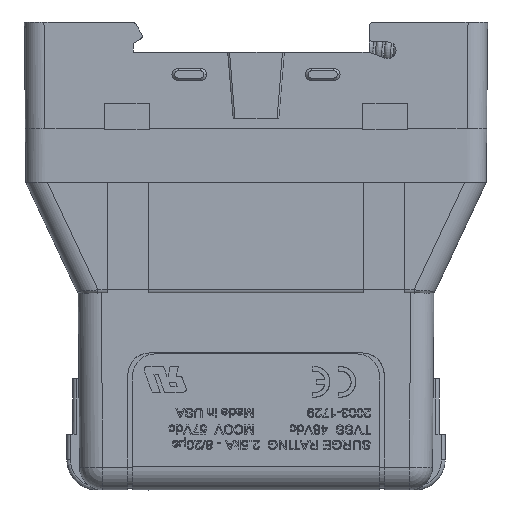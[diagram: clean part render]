
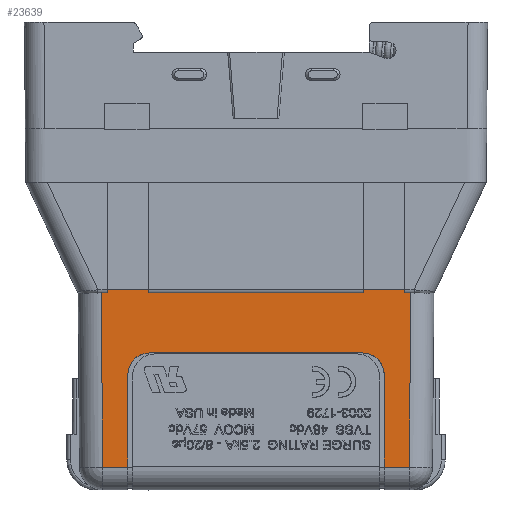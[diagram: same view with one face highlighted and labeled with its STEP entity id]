
A CAD part, front view. The second image highlights one B-rep face of the part: STEP entity #23639.
In plain terms, the highlighted planar face has unit normal (0, -1, -0.009).
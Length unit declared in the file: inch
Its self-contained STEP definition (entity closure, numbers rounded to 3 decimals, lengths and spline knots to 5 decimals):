
#87 = ORIENTED_EDGE ( 'NONE', *, *, #17024, .T. ) ;
#1746 = EDGE_CURVE ( 'NONE', #232536, #38667, #72325, .T. ) ;
#4430 = CARTESIAN_POINT ( 'NONE',  ( 0.87001, -0.50001, 0.00113 ) ) ;
#13026 = EDGE_CURVE ( 'NONE', #97999, #92271, #87031, .T. ) ;
#14359 = EDGE_CURVE ( 'NONE', #235785, #118451, #239872, .T. ) ;
#16011 = VECTOR ( 'NONE', #175342, 39.37008 ) ;
#16572 = DIRECTION ( 'NONE',  ( 0.009, 0.009, -1. ) ) ;
#17024 = EDGE_CURVE ( 'NONE', #232536, #97999, #87056, .T. ) ;
#23051 = CARTESIAN_POINT ( 'NONE',  ( -0.6, -0.4969, -0.355 ) ) ;
#23639 = ADVANCED_FACE ( 'Face9', ( #191566 ), #191603, .T. ) ;
#31317 = CARTESIAN_POINT ( 'NONE',  ( 1., -0.5, 0. ) ) ;
#38667 = VERTEX_POINT ( 'NONE', #234205 ) ;
#38960 = CARTESIAN_POINT ( 'NONE',  ( 1., -0.49131, -0.99613 ) ) ;
#41655 = VECTOR ( 'NONE', #217499, 39.37008 ) ;
#44004 = VECTOR ( 'NONE', #158189, 39.37008 ) ;
#44453 = CARTESIAN_POINT ( 'NONE',  ( -0.87, -0.5, 0. ) ) ;
#54252 = ORIENTED_EDGE ( 'NONE', *, *, #166996, .T. ) ;
#56024 = CARTESIAN_POINT ( 'NONE',  ( -0.72, -0.4969, -0.355 ) ) ;
#60241 = CARTESIAN_POINT ( 'NONE',  ( 0.72, -0.49131, -0.99613 ) ) ;
#69081 = CARTESIAN_POINT ( 'NONE',  ( -0.72, -0.49585, -0.475 ) ) ;
#70309 = LINE ( 'NONE', #31317, #134850 ) ;
#72162 = AXIS2_PLACEMENT_3D ( 'NONE', #111697, #211403, #150423 ) ;
#72325 = LINE ( 'NONE', #60241, #41655 ) ;
#84979 = EDGE_CURVE ( 'NONE', #167585, #179513, #249615, .T. ) ;
#85311 = ORIENTED_EDGE ( 'NONE', *, *, #84979, .T. ) ;
#87031 = LINE ( 'NONE', #4430, #219077 ) ;
#87056 = LINE ( 'NONE', #196796, #44004 ) ;
#88912 = CARTESIAN_POINT ( 'NONE',  ( -0.6, -0.4969, -0.355 ) ) ;
#92271 = VERTEX_POINT ( 'NONE', #195676 ) ;
#93511 = DIRECTION ( 'NONE',  ( 0., -0.009, 1. ) ) ;
#95404 = CARTESIAN_POINT ( 'NONE',  ( 0.67029, -0.4969, -0.355 ) ) ;
#97999 = VERTEX_POINT ( 'NONE', #104953 ) ;
#100697 = VERTEX_POINT ( 'NONE', #44453 ) ;
#104953 = CARTESIAN_POINT ( 'NONE',  ( 0.86131, -0.49131, -0.99613 ) ) ;
#107996 =( BOUNDED_CURVE ( )  B_SPLINE_CURVE ( 3, ( #69081, #185911, #126563, #88912 ),
 .UNSPECIFIED., .F., .T. ) 
 B_SPLINE_CURVE_WITH_KNOTS ( ( 4, 4 ),
 ( 4.71239, 6.28319 ),
 .UNSPECIFIED. ) 
 CURVE ( )  GEOMETRIC_REPRESENTATION_ITEM ( )  RATIONAL_B_SPLINE_CURVE ( ( 1., 0.805, 0.805, 1. ) ) 
 REPRESENTATION_ITEM ( '' )  );
#108384 = ORIENTED_EDGE ( 'NONE', *, *, #141813, .T. ) ;
#111697 = CARTESIAN_POINT ( 'NONE',  ( 1., -0.5, 0. ) ) ;
#115517 = LINE ( 'NONE', #38960, #158747 ) ;
#116273 = LINE ( 'NONE', #233202, #205330 ) ;
#118451 = VERTEX_POINT ( 'NONE', #123291 ) ;
#119224 = ORIENTED_EDGE ( 'NONE', *, *, #14359, .T. ) ;
#123291 = CARTESIAN_POINT ( 'NONE',  ( -0.72, -0.49585, -0.475 ) ) ;
#126563 = CARTESIAN_POINT ( 'NONE',  ( -0.67029, -0.4969, -0.355 ) ) ;
#128373 = DIRECTION ( 'NONE',  ( -1., 0., 0. ) ) ;
#134022 = CARTESIAN_POINT ( 'NONE',  ( 0.6, -0.4969, -0.355 ) ) ;
#134850 = VECTOR ( 'NONE', #128373, 39.37008 ) ;
#135220 = DIRECTION ( 'NONE',  ( 1., 0., 0. ) ) ;
#141813 = EDGE_CURVE ( 'NONE', #179513, #38667, #211275, .T. ) ;
#143607 = DIRECTION ( 'NONE',  ( 0.009, -0.009, 1. ) ) ;
#148917 = CARTESIAN_POINT ( 'NONE',  ( -0.86131, -0.49131, -0.99613 ) ) ;
#150423 = DIRECTION ( 'NONE',  ( 0., 0.009, -1. ) ) ;
#153357 = EDGE_LOOP ( 'NONE', ( #119224, #234028, #85311, #108384, #196747, #87, #248620, #54252, #241144, #213400 ) ) ;
#157182 = CARTESIAN_POINT ( 'NONE',  ( 0.72, -0.49647, -0.40471 ) ) ;
#158189 = DIRECTION ( 'NONE',  ( 1., 0., 0. ) ) ;
#158747 = VECTOR ( 'NONE', #135220, 39.37008 ) ;
#160248 = EDGE_CURVE ( 'NONE', #100697, #195901, #116273, .T. ) ;
#165881 = CARTESIAN_POINT ( 'NONE',  ( -0.72, -0.49131, -0.99613 ) ) ;
#166996 = EDGE_CURVE ( 'Edge1', #92271, #100697, #70309, .T. ) ;
#167585 = VERTEX_POINT ( 'NONE', #23051 ) ;
#175342 = DIRECTION ( 'NONE',  ( 1., 0., 0. ) ) ;
#179513 = VERTEX_POINT ( 'NONE', #214148 ) ;
#185911 = CARTESIAN_POINT ( 'NONE',  ( -0.72, -0.49647, -0.40471 ) ) ;
#190514 = CARTESIAN_POINT ( 'NONE',  ( -0.72, -0.49131, -0.99613 ) ) ;
#191566 = FACE_OUTER_BOUND ( 'NONE', #153357, .T. ) ;
#191603 = PLANE ( 'NONE',  #72162 ) ;
#195676 = CARTESIAN_POINT ( 'NONE',  ( 0.87, -0.5, 0. ) ) ;
#195901 = VERTEX_POINT ( 'NONE', #148917 ) ;
#196747 = ORIENTED_EDGE ( 'NONE', *, *, #1746, .F. ) ;
#196796 = CARTESIAN_POINT ( 'NONE',  ( 1., -0.49131, -0.99613 ) ) ;
#205330 = VECTOR ( 'NONE', #16572, 39.37008 ) ;
#211275 =( BOUNDED_CURVE ( )  B_SPLINE_CURVE ( 3, ( #134022, #95404, #157182, #232072 ),
 .UNSPECIFIED., .F., .F. ) 
 B_SPLINE_CURVE_WITH_KNOTS ( ( 4, 4 ),
 ( 3.14159, 4.71239 ),
 .UNSPECIFIED. ) 
 CURVE ( )  GEOMETRIC_REPRESENTATION_ITEM ( )  RATIONAL_B_SPLINE_CURVE ( ( 1., 0.805, 0.805, 1. ) ) 
 REPRESENTATION_ITEM ( '' )  );
#211403 = DIRECTION ( 'NONE',  ( 0., -1., -0.009 ) ) ;
#212132 = EDGE_CURVE ( 'NONE', #118451, #167585, #107996, .T. ) ;
#213400 = ORIENTED_EDGE ( 'NONE', *, *, #244233, .T. ) ;
#214148 = CARTESIAN_POINT ( 'NONE',  ( 0.6, -0.4969, -0.355 ) ) ;
#217499 = DIRECTION ( 'NONE',  ( 0., -0.009, 1. ) ) ;
#219077 = VECTOR ( 'NONE', #143607, 39.37008 ) ;
#232072 = CARTESIAN_POINT ( 'NONE',  ( 0.72, -0.49585, -0.475 ) ) ;
#232536 = VERTEX_POINT ( 'NONE', #254304 ) ;
#233202 = CARTESIAN_POINT ( 'NONE',  ( -0.8602, -0.49019, -1.12387 ) ) ;
#233711 = VECTOR ( 'NONE', #93511, 39.37008 ) ;
#234028 = ORIENTED_EDGE ( 'NONE', *, *, #212132, .T. ) ;
#234205 = CARTESIAN_POINT ( 'NONE',  ( 0.72, -0.49585, -0.475 ) ) ;
#235785 = VERTEX_POINT ( 'NONE', #165881 ) ;
#239872 = LINE ( 'NONE', #190514, #233711 ) ;
#241144 = ORIENTED_EDGE ( 'NONE', *, *, #160248, .T. ) ;
#244233 = EDGE_CURVE ( 'NONE', #195901, #235785, #115517, .T. ) ;
#248620 = ORIENTED_EDGE ( 'NONE', *, *, #13026, .T. ) ;
#249615 = LINE ( 'NONE', #56024, #16011 ) ;
#254304 = CARTESIAN_POINT ( 'NONE',  ( 0.72, -0.49131, -0.99613 ) ) ;
